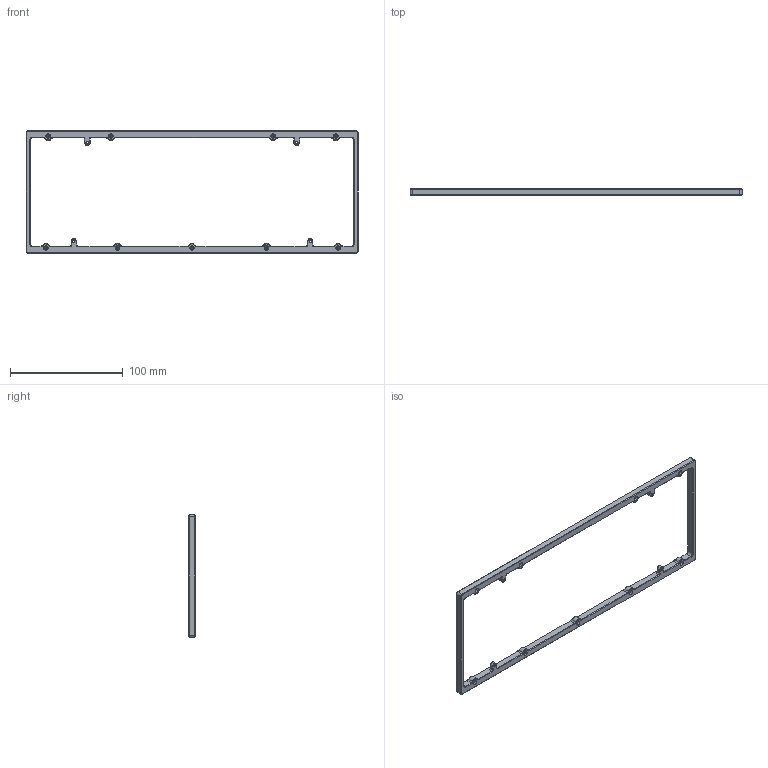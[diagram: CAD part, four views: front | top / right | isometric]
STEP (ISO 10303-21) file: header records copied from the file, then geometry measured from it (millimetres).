
FILE_DESCRIPTION(/* description */ (''),/* implementation_level */ '2;1');
FILE_NAME(/* name */ 'bracket.step',/* time_stamp */ '2022-05-09T22:03:03-04:00',/* author */ (''),/* organization */ (''),/* preprocessor_version */ 'ST-DEVELOPER v18.1',/* originating_system */ 'Autodesk Translation Framework v10.14.0.1471',/* authorisation */ '');
FILE_SCHEMA (('AUTOMOTIVE_DESIGN { 1 0 10303 214 3 1 1 }'));
Length unit declared in the file: millimetre
Products named in the file (1): bracket
Bounding box: 294.3 x 6 x 108.8 mm (x, y, z)
Volume: 27210.4 mm3; surface area: 18811.6 mm2
Topology: 1 solids, 1 shells, 215 faces, 524 edges, 320 vertices
Faces by surface type: plane 91, cylinder 69, cone 55
Full cylindrical faces by diameter (mm): 2 x13, 4 x9
Entity records: 6354 total; most frequent: DIRECTION 1167, CARTESIAN_POINT 1060, ORIENTED_EDGE 1048, EDGE_CURVE 524, AXIS2_PLACEMENT_3D 427, VERTEX_POINT 320, LINE 313, VECTOR 313
